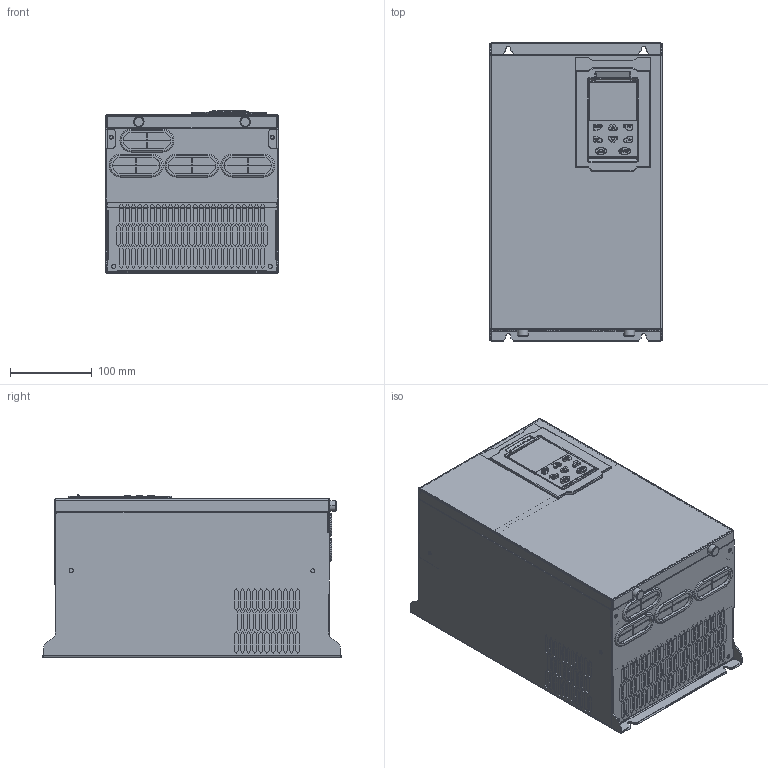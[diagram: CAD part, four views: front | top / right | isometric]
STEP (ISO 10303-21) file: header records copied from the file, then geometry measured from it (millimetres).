
FILE_DESCRIPTION (( 'STEP AP203' ), '1' );
FILE_NAME ('Ï× K750 380Â 3Ô 18-22êÂò 37-45À ONI.STEP', '2023-01-12T17:07:32', ( '' ), ( '' ), 'SwSTEP 2.0', 'SolidWorks 2022', '' );
FILE_SCHEMA (( 'CONFIG_CONTROL_DESIGN' ));
Length unit declared in the file: millimetre
Products named in the file (1): ПЧ K750 380В 3Ф 18-22кВт 37-45А ONI
Bounding box: 210 x 365.4 x 197.9 mm (x, y, z)
Volume: 12756354 mm3; surface area: 910447.5 mm2
Topology: 15 solids, 21 shells, 3884 faces, 10553 edges, 6711 vertices
Faces by surface type: plane 2694, cylinder 738, torus 214, bspline 132, cone 74, sphere 32
Entity records: 134092 total; most frequent: CARTESIAN_POINT 36130, ORIENTED_EDGE 21106, DIRECTION 19122, EDGE_CURVE 10553, LINE 7886, VECTOR 7886, VERTEX_POINT 6711, AXIS2_PLACEMENT_3D 5618
